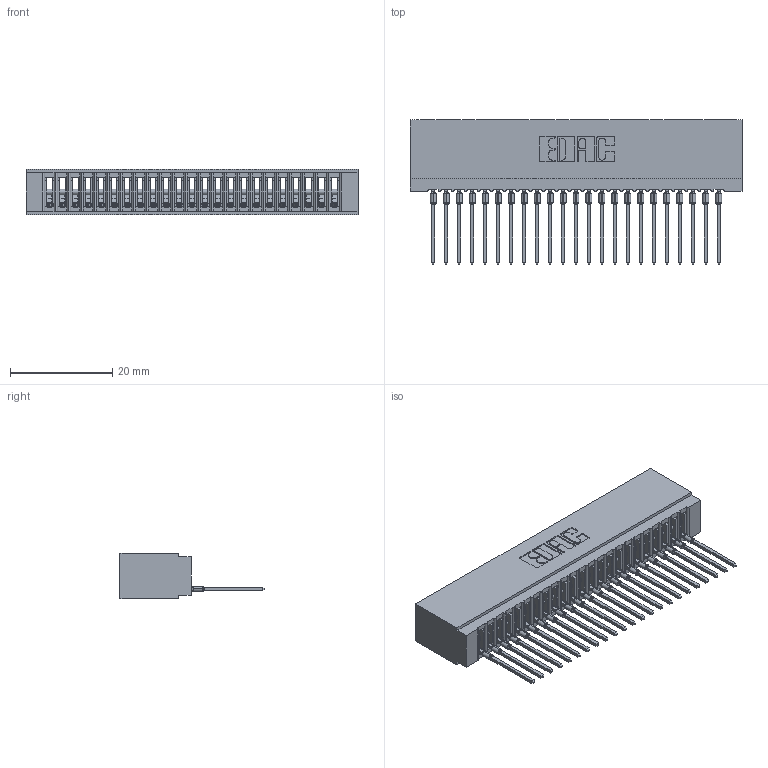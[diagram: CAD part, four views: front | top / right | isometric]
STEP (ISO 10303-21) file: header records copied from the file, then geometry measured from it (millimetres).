
FILE_DESCRIPTION (( 'STEP AP203' ), '1' );
FILE_NAME ('725-023-540-101.STEP', '2026-03-05T21:25:12', ( '' ), ( '' ), 'SwSTEP 2.0', 'SolidWorks 2023', '' );
FILE_SCHEMA (( 'CONFIG_CONTROL_DESIGN' ));
Length unit declared in the file: millimetre
Products named in the file (3): 725-023-540-101; 725 Part_Insulator Option - 01; 745-292-001_540
Assembly tree (24 placements, depth 2):
  725-023-540-101
    725 Part_Insulator Option - 01
    745-292-001_540  x23
Bounding box: 65.02 x 28.21 x 8.89 mm (x, y, z)
Volume: 5094.8 mm3; surface area: 9712.8 mm2
Topology: 24 solids, 24 shells, 2671 faces, 7338 edges, 4630 vertices
Faces by surface type: plane 1596, cylinder 477, bspline 460, torus 138
Entity records: 40543 total; most frequent: CARTESIAN_POINT 7644, ORIENTED_EDGE 7064, DIRECTION 6144, EDGE_CURVE 3532, LINE 3212, VECTOR 3212, VERTEX_POINT 2254, AXIS2_PLACEMENT_3D 1466
